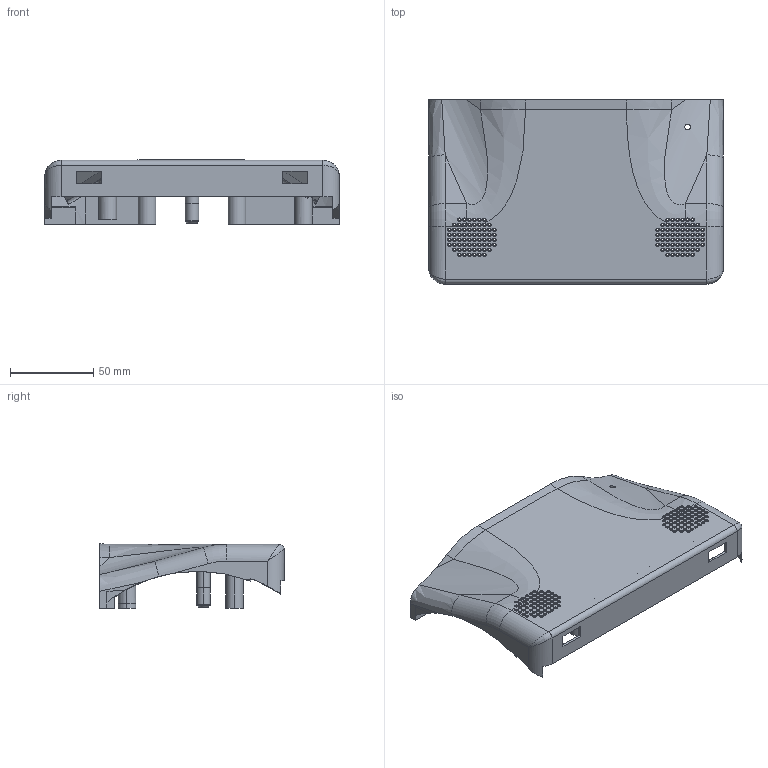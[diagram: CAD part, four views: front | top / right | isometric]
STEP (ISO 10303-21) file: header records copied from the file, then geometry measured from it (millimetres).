
FILE_DESCRIPTION (( 'STEP AP214' ), '1' );
FILE_NAME ('201225_AI_frontface.STEP', '2018-12-16T08:04:07', ( '' ), ( '' ), 'SwSTEP 2.0', 'SolidWorks 2011', '' );
FILE_SCHEMA (( 'AUTOMOTIVE_DESIGN' ));
Length unit declared in the file: millimetre
Products named in the file (1): 201225_AI_frontface
Bounding box: 177 x 110.6 x 38.66 mm (x, y, z)
Volume: 122656 mm3; surface area: 70743.5 mm2
Topology: 3 solids, 3 shells, 801 faces, 2085 edges, 1280 vertices
Faces by surface type: cylinder 342, torus 259, plane 129, bspline 69, cone 2
Entity records: 29384 total; most frequent: CARTESIAN_POINT 9034, DIRECTION 4500, ORIENTED_EDGE 4162, EDGE_CURVE 2081, AXIS2_PLACEMENT_3D 1928, VERTEX_POINT 1280, CIRCLE 1195, EDGE_LOOP 1073
